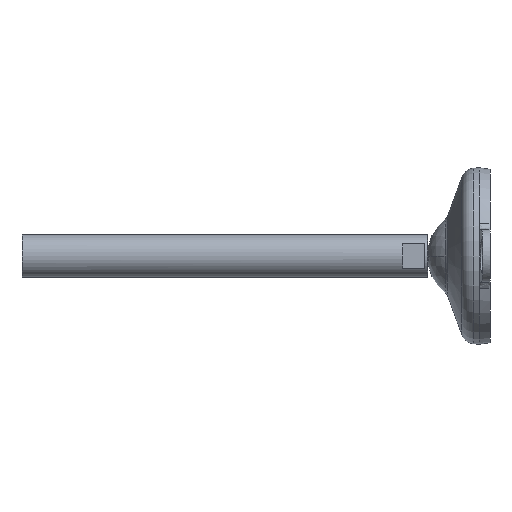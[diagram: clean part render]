
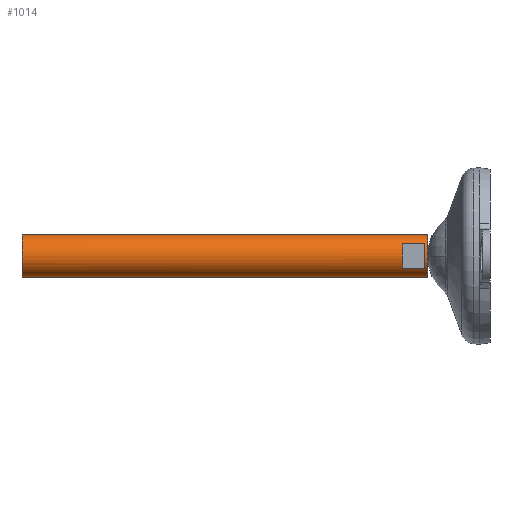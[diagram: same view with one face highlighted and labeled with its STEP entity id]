
A CAD part, left-side view. The second image highlights one B-rep face of the part: STEP entity #1014.
In plain terms, the highlighted cylindrical face has radius 12 mm (diameter 24 mm), a partial arc.
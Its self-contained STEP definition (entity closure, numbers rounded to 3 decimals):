
#43 = EDGE_CURVE ( 'NONE', #964, #548, #746, .T. ) ;
#52 = VERTEX_POINT ( 'NONE', #1019 ) ;
#78 = AXIS2_PLACEMENT_3D ( 'NONE', #1169, #1162, #322 ) ;
#80 = VECTOR ( 'NONE', #1215, 1000. ) ;
#85 = AXIS2_PLACEMENT_3D ( 'NONE', #436, #1397, #699 ) ;
#97 = ORIENTED_EDGE ( 'NONE', *, *, #43, .T. ) ;
#105 = AXIS2_PLACEMENT_3D ( 'NONE', #672, #188, #1023 ) ;
#115 = CARTESIAN_POINT ( 'NONE',  ( 0., 0., 12. ) ) ;
#173 = DIRECTION ( 'NONE',  ( 0., 0., -1. ) ) ;
#175 = CARTESIAN_POINT ( 'NONE',  ( 0., 49.5, 0. ) ) ;
#188 = DIRECTION ( 'NONE',  ( 0., -1., 0. ) ) ;
#225 = LINE ( 'NONE', #235, #497 ) ;
#235 = CARTESIAN_POINT ( 'NONE',  ( -9.5, 0., 7.331 ) ) ;
#247 = VERTEX_POINT ( 'NONE', #359 ) ;
#261 = CARTESIAN_POINT ( 'NONE',  ( 0., 0., -12. ) ) ;
#270 = ORIENTED_EDGE ( 'NONE', *, *, #511, .F. ) ;
#294 = FACE_BOUND ( 'NONE', #348, .T. ) ;
#307 = AXIS2_PLACEMENT_3D ( 'NONE', #771, #1091, #173 ) ;
#322 = DIRECTION ( 'NONE',  ( 0., 0., -1. ) ) ;
#328 = LINE ( 'NONE', #808, #569 ) ;
#348 = EDGE_LOOP ( 'NONE', ( #1213, #1413, #633, #1122 ) ) ;
#359 = CARTESIAN_POINT ( 'NONE',  ( -9.5, 37., -7.331 ) ) ;
#436 = CARTESIAN_POINT ( 'NONE',  ( 0., 37., 0. ) ) ;
#497 = VECTOR ( 'NONE', #556, 1000. ) ;
#511 = EDGE_CURVE ( 'NONE', #52, #1398, #1229, .T. ) ;
#516 = VECTOR ( 'NONE', #1540, 1000. ) ;
#530 = ORIENTED_EDGE ( 'NONE', *, *, #966, .F. ) ;
#548 = VERTEX_POINT ( 'NONE', #1182 ) ;
#556 = DIRECTION ( 'NONE',  ( 0., -1., 0. ) ) ;
#564 = DIRECTION ( 'NONE',  ( 0., 1., 0. ) ) ;
#569 = VECTOR ( 'NONE', #564, 1000. ) ;
#629 = EDGE_CURVE ( 'NONE', #548, #1398, #1461, .T. ) ;
#633 = ORIENTED_EDGE ( 'NONE', *, *, #940, .T. ) ;
#672 = CARTESIAN_POINT ( 'NONE',  ( 0., 35.5, 0. ) ) ;
#677 = EDGE_LOOP ( 'NONE', ( #530, #97, #943, #270 ) ) ;
#684 = VERTEX_POINT ( 'NONE', #729 ) ;
#699 = DIRECTION ( 'NONE',  ( 0., 0., -1. ) ) ;
#716 = VERTEX_POINT ( 'NONE', #892 ) ;
#729 = CARTESIAN_POINT ( 'NONE',  ( -9.5, 49.5, -7.331 ) ) ;
#746 = CIRCLE ( 'NONE', #78, 12. ) ;
#769 = EDGE_CURVE ( 'NONE', #684, #716, #1157, .T. ) ;
#771 = CARTESIAN_POINT ( 'NONE',  ( 0., 0., 0. ) ) ;
#808 = CARTESIAN_POINT ( 'NONE',  ( -9.5, 0., -7.331 ) ) ;
#823 = LINE ( 'NONE', #115, #516 ) ;
#839 = EDGE_CURVE ( 'NONE', #247, #684, #328, .T. ) ;
#857 = CARTESIAN_POINT ( 'NONE',  ( -9.5, 37., 7.331 ) ) ;
#883 = CYLINDRICAL_SURFACE ( 'NONE', #307, 12. ) ;
#892 = CARTESIAN_POINT ( 'NONE',  ( -9.5, 49.5, 7.331 ) ) ;
#900 = AXIS2_PLACEMENT_3D ( 'NONE', #175, #1139, #1502 ) ;
#940 = EDGE_CURVE ( 'NONE', #716, #1219, #225, .T. ) ;
#943 = ORIENTED_EDGE ( 'NONE', *, *, #629, .T. ) ;
#964 = VERTEX_POINT ( 'NONE', #1531 ) ;
#966 = EDGE_CURVE ( 'NONE', #964, #52, #823, .T. ) ;
#969 = FACE_OUTER_BOUND ( 'NONE', #677, .T. ) ;
#1014 = ADVANCED_FACE ( 'NONE', ( #969, #294 ), #883, .T. ) ;
#1019 = CARTESIAN_POINT ( 'NONE',  ( 0., 35.5, 12. ) ) ;
#1023 = DIRECTION ( 'NONE',  ( 0., 0., -1. ) ) ;
#1091 = DIRECTION ( 'NONE',  ( 0., -1., 0. ) ) ;
#1122 = ORIENTED_EDGE ( 'NONE', *, *, #1409, .T. ) ;
#1139 = DIRECTION ( 'NONE',  ( 0., 1., 0. ) ) ;
#1157 = CIRCLE ( 'NONE', #900, 12. ) ;
#1162 = DIRECTION ( 'NONE',  ( 0., -1., 0. ) ) ;
#1169 = CARTESIAN_POINT ( 'NONE',  ( 0., 265., 0. ) ) ;
#1182 = CARTESIAN_POINT ( 'NONE',  ( 0., 265., -12. ) ) ;
#1213 = ORIENTED_EDGE ( 'NONE', *, *, #839, .T. ) ;
#1215 = DIRECTION ( 'NONE',  ( 0., -1., 0. ) ) ;
#1219 = VERTEX_POINT ( 'NONE', #857 ) ;
#1229 = CIRCLE ( 'NONE', #105, 12. ) ;
#1285 = CARTESIAN_POINT ( 'NONE',  ( 0., 35.5, -12. ) ) ;
#1397 = DIRECTION ( 'NONE',  ( 0., -1., 0. ) ) ;
#1398 = VERTEX_POINT ( 'NONE', #1285 ) ;
#1409 = EDGE_CURVE ( 'NONE', #1219, #247, #1500, .T. ) ;
#1413 = ORIENTED_EDGE ( 'NONE', *, *, #769, .T. ) ;
#1461 = LINE ( 'NONE', #261, #80 ) ;
#1500 = CIRCLE ( 'NONE', #85, 12. ) ;
#1502 = DIRECTION ( 'NONE',  ( 0., 0., 1. ) ) ;
#1531 = CARTESIAN_POINT ( 'NONE',  ( 0., 265., 12. ) ) ;
#1540 = DIRECTION ( 'NONE',  ( 0., -1., 0. ) ) ;
